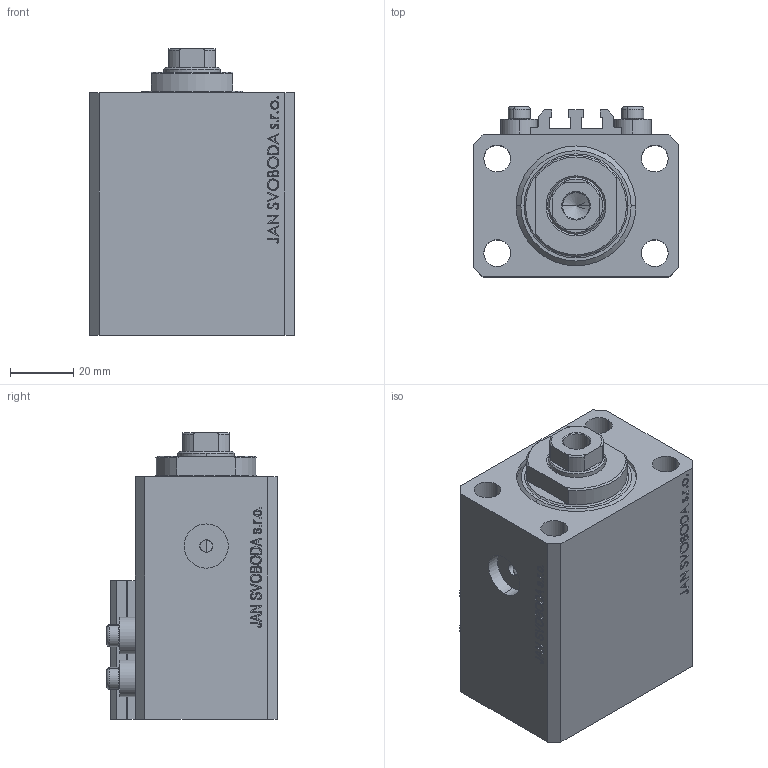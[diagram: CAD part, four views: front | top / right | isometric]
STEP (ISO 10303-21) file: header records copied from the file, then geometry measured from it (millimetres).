
FILE_DESCRIPTION (( 'STEP AP203' ), '1' );
FILE_NAME ('924f.STEP', '2023-10-08T00:16:00', ( '' ), ( '' ), 'SwSTEP 2.0', 'SolidWorks 2019', '' );
FILE_SCHEMA (( 'CONFIG_CONTROL_DESIGN' ));
Length unit declared in the file: millimetre
Products named in the file (5): 924f; V250CE_C_VCP e0b3d9a32bfceb02f8d0353787a76b01; V250CE_VC_C e0b3d9a32bfceb02f8d0353787a76b01; V250CE_C_Body e0b3d9a32bfceb02f8d0353787a76b01; ALLEN BOLT V250CE e0b3d9a32bfceb02f8d0353787a76b01
Assembly tree (7 placements, depth 2):
  924f
    V250CE_C_Body e0b3d9a32bfceb02f8d0353787a76b01
    ALLEN BOLT V250CE e0b3d9a32bfceb02f8d0353787a76b01  x4
    V250CE_C_VCP e0b3d9a32bfceb02f8d0353787a76b01
    V250CE_VC_C e0b3d9a32bfceb02f8d0353787a76b01
Bounding box: 65 x 54 x 91 mm (x, y, z)
Volume: 211500.7 mm3; surface area: 57680.3 mm2
Topology: 8 solids, 8 shells, 1042 faces, 2620 edges, 1711 vertices
Faces by surface type: plane 504, bspline 374, cylinder 92, cone 58, torus 14
Entity records: 47478 total; most frequent: CARTESIAN_POINT 25942, ORIENTED_EDGE 4930, DIRECTION 3069, EDGE_CURVE 2465, VERTEX_POINT 1627, LINE 1493, VECTOR 1493, EDGE_LOOP 1092
